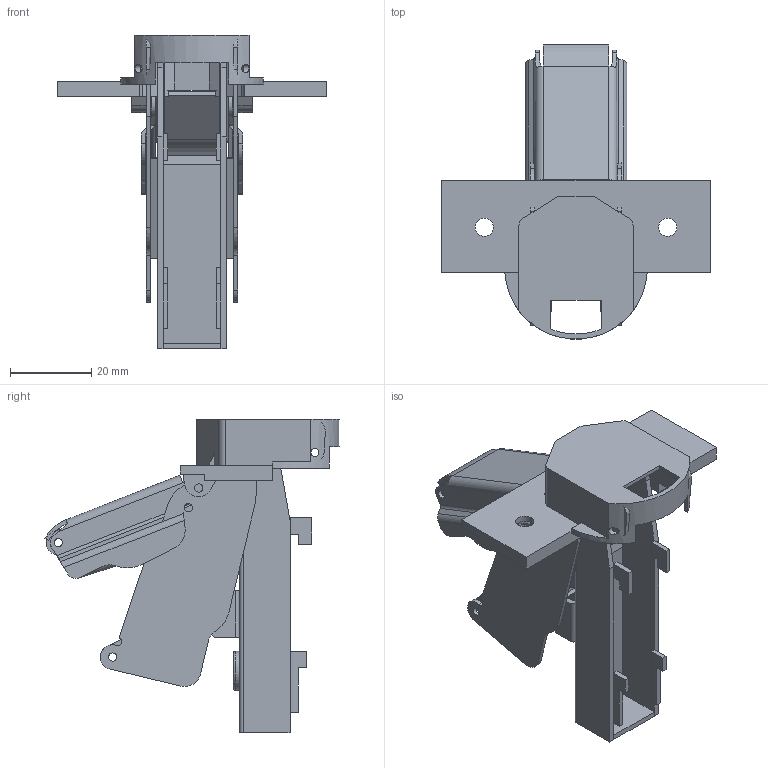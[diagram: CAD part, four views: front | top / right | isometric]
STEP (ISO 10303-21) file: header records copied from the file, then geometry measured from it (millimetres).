
FILE_DESCRIPTION (( 'STEP AP214' ), '1' );
FILE_NAME ('F000030,F000031-CLOSE.step', '2022-11-21T17:58:11', ( '' ), ( '' ), 'SwSTEP 2.0', 'SolidWorks 2020', '' );
FILE_SCHEMA (( 'AUTOMOTIVE_DESIGN' ));
Length unit declared in the file: millimetre
Products named in the file (7): Miska 155-165; 165-part-4; 165-part-1; F000030,F000031-CLOSE; 165-raminko; 165-part-3; 165-part-2
Assembly tree (6 placements, depth 2):
  F000030,F000031-CLOSE
    165-raminko
    165-part-4
    165-part-3
    165-part-2
    Miska 155-165
    165-part-1
Bounding box: 66 x 72.2 x 77 mm (x, y, z)
Volume: 16607.1 mm3; surface area: 29027.3 mm2
Topology: 12 solids, 12 shells, 409 faces, 1114 edges, 732 vertices
Faces by surface type: plane 246, cylinder 155, torus 4, cone 4
Entity records: 13502 total; most frequent: CARTESIAN_POINT 2560, ORIENTED_EDGE 2228, DIRECTION 2190, EDGE_CURVE 1114, VECTOR 766, LINE 766, VERTEX_POINT 732, AXIS2_PLACEMENT_3D 712
